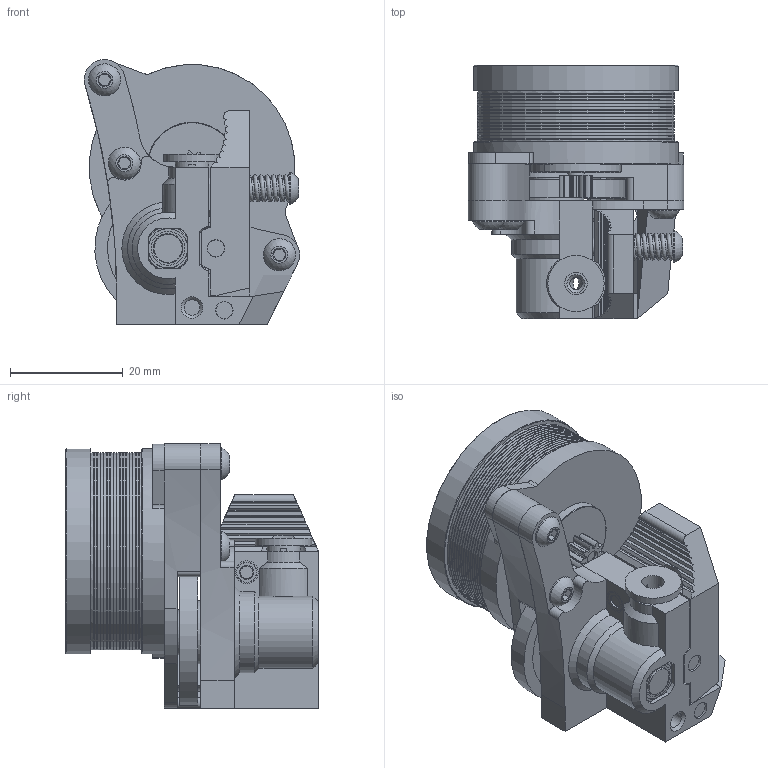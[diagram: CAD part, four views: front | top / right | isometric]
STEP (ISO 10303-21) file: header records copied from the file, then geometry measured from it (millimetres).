
FILE_DESCRIPTION(/* description */ ('CAx-IF Rec.Pracs.---Representation and Presentation of Product Manufacturing Information (PMI)---4.0---2014-10-13','CAx-IF Rec.Pracs.---3D Tessellated Geometry---0.4---2014-09-14','2;1'),/* implementation_level */ '2;1');
FILE_NAME(/* name */ 'MF-00 - K3D Minifeeder_1',/* time_stamp */ '2022-10-10T01:40:11+03:00',/* author */ (''),/* organization */ (''),/* preprocessor_version */ 'ST-DEVELOPER v18.102',/* originating_system */ 'SIEMENS PLM Software NX2206.5001',/* authorisation */ $);
FILE_SCHEMA (('AP242_MANAGED_MODEL_BASED_3D_ENGINEERING_MIM_LF { 1 0 10303 442 3 1 4 }'));
Length unit declared in the file: millimetre
Products named in the file (17): MF-00 - K3D Minifeeder_1; Screw round M3x10; Screw round M3x12; MF3 - Minifeeder 3; MF3-02 - Minifeeder 3 front; MF3-03 - Minifeeder 3 lever; MF3-01 - Minifeeder 3 back; MF2 - Minifeeder 2; BMG spring; Screw round M3x20; Threaded insert M3x5; Fitting; BMG stift 19mm; BMG bearing; Motor Nema14 L17; BMG motor gear; BMG small gear
Assembly tree (20 placements, depth 3):
  MF-00 - K3D Minifeeder_1
    Screw round M3x10  x2
    Screw round M3x12
    MF3 - Minifeeder 3
      MF3-02 - Minifeeder 3 front
      MF3-03 - Minifeeder 3 lever
      MF3-01 - Minifeeder 3 back
    MF2 - Minifeeder 2
      BMG spring
      Screw round M3x20
      Threaded insert M3x5
      Fitting
    BMG stift 19mm  x2
    BMG bearing  x2
    Motor Nema14 L17
    BMG motor gear
    BMG small gear  x2
Bounding box: 38.24 x 44.9 x 47 mm (x, y, z)
Volume: 33756.1 mm3; surface area: 21108.7 mm2
Topology: 49 solids, 49 shells, 835 faces, 2046 edges, 1287 vertices
Faces by surface type: plane 471, cylinder 192, cone 111, sphere 28, bspline 25, torus 8
Full cylindrical faces by diameter (mm): 2 x1, 2.2 x2, 2.5 x1, 2.6 x2, 2.7 x1, 2.8 x1, 3 x9, 3.1 x5, 3.2 x6, 3.5 x1, 3.6 x1, 4 x1, 5 x7, 5.7 x4, 6 x1, 6.016 x8, 6.2 x1, 6.984 x8, 8 x8, 8.2 x2, 8.4 x1, 9.4 x2, 10 x1, 11.25 x1, 13.25 x1, 21.5 x2, 26 x1, 35 x16, 36.5 x2
Entity records: 28488 total; most frequent: CARTESIAN_POINT 7405, DIRECTION 4281, ORIENTED_EDGE 3546, EDGE_CURVE 1773, AXIS2_PLACEMENT_3D 1625, VERTEX_POINT 1152, LINE 1031, VECTOR 1031
